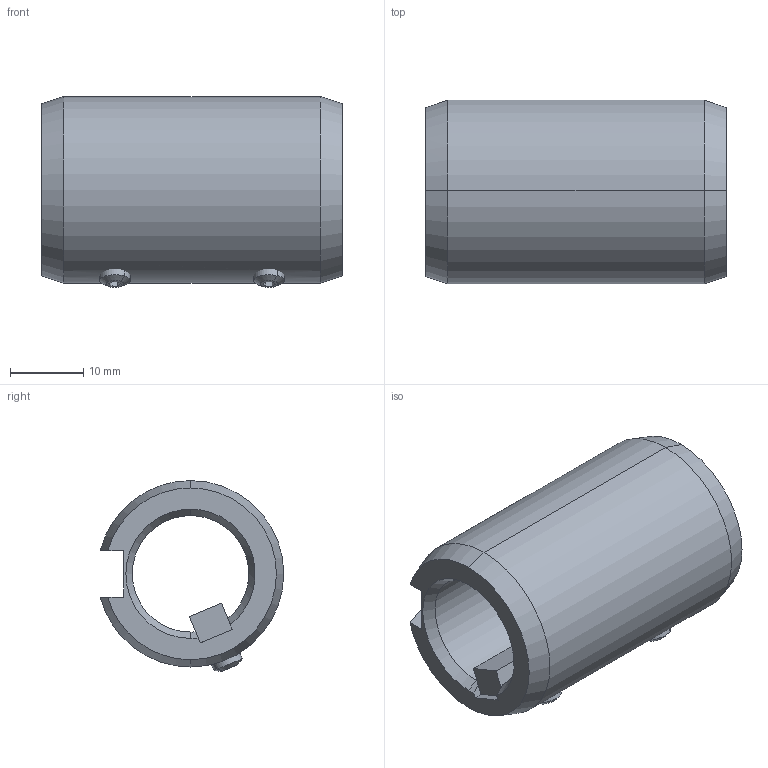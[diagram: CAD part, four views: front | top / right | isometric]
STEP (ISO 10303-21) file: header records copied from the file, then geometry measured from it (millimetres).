
FILE_DESCRIPTION (( 'STEP AP203' ), '1' );
FILE_NAME ('WGSS-175-158-OB.step', '2022-12-08T19:51:56', ( '' ), ( '' ), 'SwSTEP 2.0', 'SolidWorks 2021', '' );
FILE_SCHEMA (( 'CONFIG_CONTROL_DESIGN' ));
Length unit declared in the file: millimetre
Products named in the file (1): WGSS-175-158-OB
Bounding box: 41 x 25 x 26 mm (x, y, z)
Volume: 11968.3 mm3; surface area: 6975.5 mm2
Topology: 4 solids, 4 shells, 66 faces, 152 edges, 96 vertices
Faces by surface type: plane 32, cone 20, cylinder 14
Entity records: 2043 total; most frequent: CARTESIAN_POINT 447, DIRECTION 318, ORIENTED_EDGE 304, EDGE_CURVE 152, AXIS2_PLACEMENT_3D 111, VECTOR 96, VERTEX_POINT 96, LINE 96
